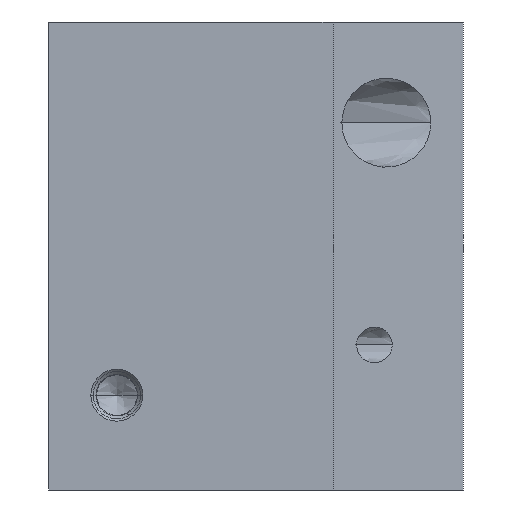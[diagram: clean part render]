
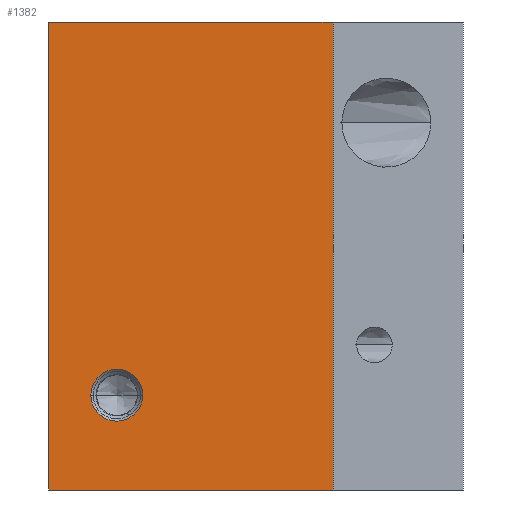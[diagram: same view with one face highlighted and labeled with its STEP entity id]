
A CAD part, left-side view. The second image highlights one B-rep face of the part: STEP entity #1382.
In plain terms, the highlighted free-form (B-spline) face has degree [1, 1] with [2, 2] control points.
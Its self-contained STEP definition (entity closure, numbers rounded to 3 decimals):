
#67=DIRECTION('',(0.,-1.,0.));
#68=VECTOR('',#67,48.);
#69=CARTESIAN_POINT('',(-43.,35.,-39.5));
#70=LINE('',#69,#68);
#171=DIRECTION('',(0.,-1.,0.));
#172=VECTOR('',#171,48.);
#173=CARTESIAN_POINT('',(-43.,35.,39.5));
#174=LINE('',#173,#172);
#339=DIRECTION('',(0.,0.,1.));
#340=VECTOR('',#339,79.);
#341=CARTESIAN_POINT('',(-43.,-13.,-39.5));
#342=LINE('',#341,#340);
#423=DIRECTION('',(0.,0.,1.));
#424=VECTOR('',#423,79.);
#425=CARTESIAN_POINT('',(-43.,35.,-39.5));
#426=LINE('',#425,#424);
#427=CARTESIAN_POINT('',(-43.,23.5,-23.5));
#428=DIRECTION('',(-1.,0.,0.));
#429=DIRECTION('',(0.,1.,0.));
#430=AXIS2_PLACEMENT_3D('',#427,#428,#429);
#432=CARTESIAN_POINT('',(-43.,23.5,-23.5));
#433=DIRECTION('',(-1.,0.,0.));
#434=DIRECTION('',(0.,-1.,0.));
#435=AXIS2_PLACEMENT_3D('',#432,#433,#434);
#631=CARTESIAN_POINT('',(-43.,35.,-39.5));
#632=CARTESIAN_POINT('',(-43.,35.,39.5));
#633=VERTEX_POINT('',#631);
#634=VERTEX_POINT('',#632);
#647=CARTESIAN_POINT('',(-43.,-13.,-39.5));
#648=CARTESIAN_POINT('',(-43.,-13.,39.5));
#649=VERTEX_POINT('',#647);
#650=VERTEX_POINT('',#648);
#741=CARTESIAN_POINT('',(-43.,27.875,-23.5));
#742=CARTESIAN_POINT('',(-43.,19.125,-23.5));
#743=VERTEX_POINT('',#741);
#744=VERTEX_POINT('',#742);
#1365=CARTESIAN_POINT('',(-43.,35.96,-41.08));
#1366=CARTESIAN_POINT('',(-43.,35.96,41.08));
#1367=CARTESIAN_POINT('',(-43.,-13.96,-41.08));
#1368=CARTESIAN_POINT('',(-43.,-13.96,41.08));
#1369=B_SPLINE_SURFACE_WITH_KNOTS('',1,1,((#1365,#1366),(#1367,#1368)),
.UNSPECIFIED.,.F.,.F.,.F.,(2,2),(2,2),(-0.96,48.96),(-1.58,80.58),
.UNSPECIFIED.);
#1370=ORIENTED_EDGE('',*,*,#800,.F.);
#1371=ORIENTED_EDGE('',*,*,#1246,.T.);
#1372=ORIENTED_EDGE('',*,*,#1076,.T.);
#1373=ORIENTED_EDGE('',*,*,#1347,.F.);
#1374=EDGE_LOOP('',(#1370,#1371,#1372,#1373));
#1375=FACE_OUTER_BOUND('',#1374,.F.);
#1377=ORIENTED_EDGE('',*,*,#1376,.T.);
#1379=ORIENTED_EDGE('',*,*,#1378,.T.);
#1380=EDGE_LOOP('',(#1377,#1379));
#1381=FACE_BOUND('',#1380,.F.);
#1382=ADVANCED_FACE('',(#1375,#1381),#1369,.T.);
#431=CIRCLE('',#430,4.375);
#436=CIRCLE('',#435,4.375);
#800=EDGE_CURVE('',#633,#649,#70,.T.);
#1076=EDGE_CURVE('',#634,#650,#174,.T.);
#1246=EDGE_CURVE('',#633,#634,#426,.T.);
#1347=EDGE_CURVE('',#649,#650,#342,.T.);
#1376=EDGE_CURVE('',#743,#744,#431,.T.);
#1378=EDGE_CURVE('',#744,#743,#436,.T.);
